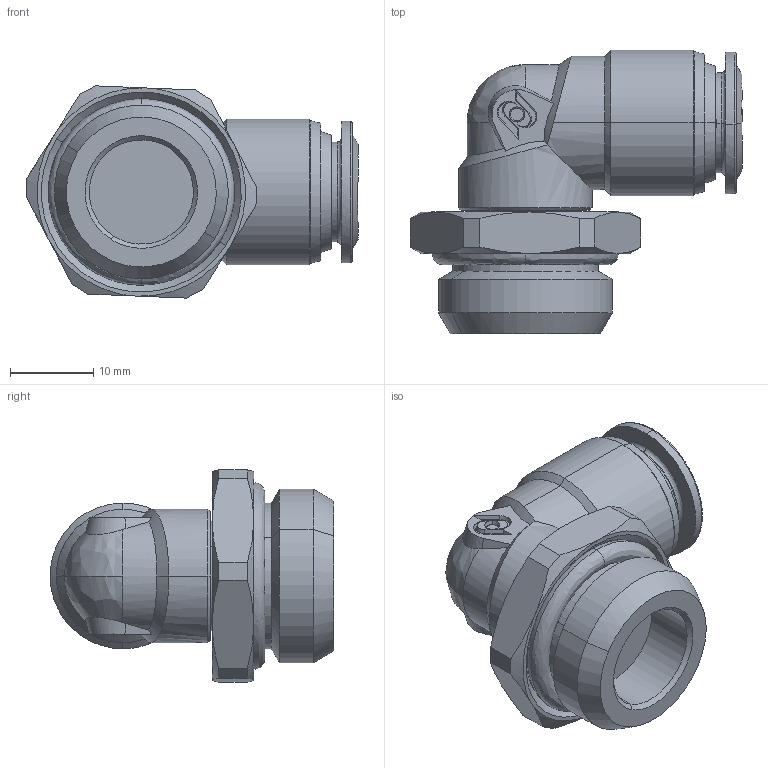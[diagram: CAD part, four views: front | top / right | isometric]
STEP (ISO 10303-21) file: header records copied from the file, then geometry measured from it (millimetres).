
FILE_DESCRIPTION (( 'STEP AP214' ), '1' );
FILE_NAME ('PL10-G04_ME.STEP', '2018-09-06T12:54:58', ( '' ), ( '' ), 'SwSTEP 2.0', 'SolidWorks 2018', '' );
FILE_SCHEMA (( 'AUTOMOTIVE_DESIGN' ));
Length unit declared in the file: millimetre
Products named in the file (1): PL10-G04_ME
Bounding box: 39.84 x 34.03 x 25.46 mm (x, y, z)
Volume: 11617.5 mm3; surface area: 5410.1 mm2
Topology: 2 solids, 2 shells, 155 faces, 387 edges, 247 vertices
Faces by surface type: bspline 155
Entity records: 7283 total; most frequent: CARTESIAN_POINT 4986, ORIENTED_EDGE 770, EDGE_CURVE 385, B_SPLINE_CURVE_WITH_KNOTS 285, VERTEX_POINT 247, EDGE_LOOP 174, ADVANCED_FACE 155, FACE_OUTER_BOUND 155
